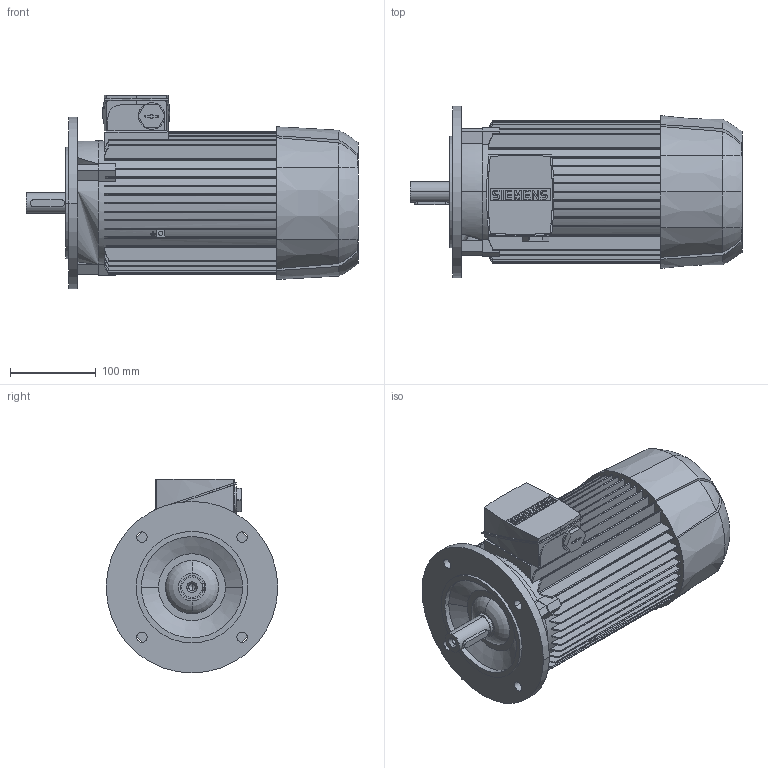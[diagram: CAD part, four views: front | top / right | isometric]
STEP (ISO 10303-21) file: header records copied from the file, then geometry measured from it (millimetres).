
FILE_DESCRIPTION(('STEP AP214'),'1');
FILE_NAME('cctmp_B9718FAD-40DB-4AD5-BA20-6A2F3A5E662C_2023_06_09_08_44_43_0532..stp','2023-06-09T06:44:43',('SIEMENS A&D'),('CADClick - www.CADClick.com'),'Spatial InterOp 3D',' ','unknown authorization');
FILE_SCHEMA(('AUTOMOTIVE_DESIGN'));
Length unit declared in the file: millimetre
Products named in the file (1): 2023_06_09_08_44_43_0521
Bounding box: 387 x 200 x 226 mm (x, y, z)
Volume: 6748332.2 mm3; surface area: 479858.9 mm2
Topology: 1 solids, 1 shells, 602 faces, 1704 edges, 1119 vertices
Faces by surface type: plane 367, cylinder 161, torus 56, cone 18
Entity records: 25477 total; most frequent: CARTESIAN_POINT 4829, ORIENTED_EDGE 3380, DIRECTION 3300, EDGE_CURVE 1690, AXIS2_PLACEMENT_3D 1141, VERTEX_POINT 1119, LINE 1018, VECTOR 1018
